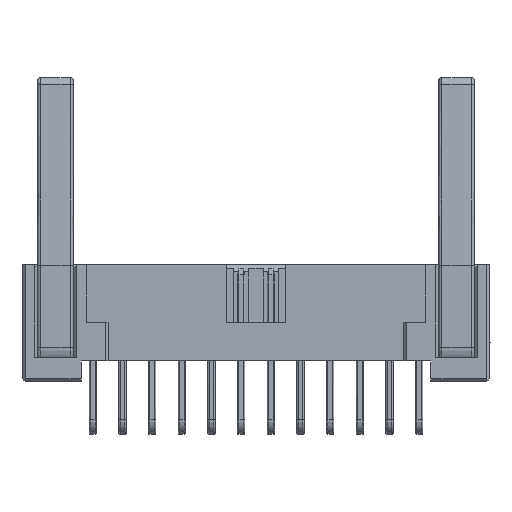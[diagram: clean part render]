
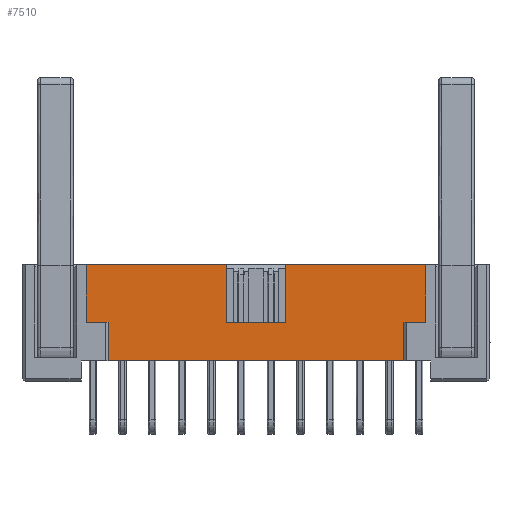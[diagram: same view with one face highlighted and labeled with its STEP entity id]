
A CAD part, front view. The second image highlights one B-rep face of the part: STEP entity #7510.
In plain terms, the highlighted planar face has unit normal (0, -1, 0).
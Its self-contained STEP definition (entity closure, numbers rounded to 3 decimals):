
#3723=CARTESIAN_POINT('',(-2.,-3.,4.));
#3724=VERTEX_POINT('',#3723);
#3733=CARTESIAN_POINT('',(2.,-3.,4.));
#3734=VERTEX_POINT('',#3733);
#3735=CARTESIAN_POINT('',(2.,-3.,4.));
#3736=DIRECTION('',(-1.,0.,0.));
#3737=VECTOR('',#3736,4.);
#3738=LINE('',#3735,#3737);
#3739=EDGE_CURVE('',#3734,#3724,#3738,.T.);
#7101=CARTESIAN_POINT('',(-11.45,-3.,7.9));
#7102=VERTEX_POINT('',#7101);
#7109=CARTESIAN_POINT('',(-2.,-3.,7.9));
#7110=VERTEX_POINT('',#7109);
#7111=CARTESIAN_POINT('',(-11.45,-3.,7.9));
#7112=DIRECTION('',(1.,0.,0.));
#7113=VECTOR('',#7112,9.45);
#7114=LINE('',#7111,#7113);
#7115=EDGE_CURVE('',#7102,#7110,#7114,.T.);
#7387=CARTESIAN_POINT('',(-2.,-3.,7.9));
#7388=DIRECTION('',(0.,0.,-1.));
#7389=VECTOR('',#7388,3.9);
#7390=LINE('',#7387,#7389);
#7391=EDGE_CURVE('',#7110,#3724,#7390,.T.);
#7430=CARTESIAN_POINT('',(2.15,-3.,5.95));
#7431=DIRECTION('',(1.,0.,0.));
#7432=DIRECTION('',(0.,-1.,0.));
#7433=AXIS2_PLACEMENT_3D('',#7430,#7432,#7431);
#7434=PLANE('',#7433);
#7435=CARTESIAN_POINT('',(-9.95,-3.,1.4));
#7436=VERTEX_POINT('',#7435);
#7437=CARTESIAN_POINT('',(-9.95,-3.,4.));
#7438=VERTEX_POINT('',#7437);
#7439=CARTESIAN_POINT('',(-9.95,-3.,1.4));
#7440=DIRECTION('',(0.,0.,1.));
#7441=VECTOR('',#7440,2.6);
#7442=LINE('',#7439,#7441);
#7443=EDGE_CURVE('',#7436,#7438,#7442,.T.);
#7444=ORIENTED_EDGE('',*,*,#7443,.F.);
#7445=CARTESIAN_POINT('',(9.95,-3.,1.4));
#7446=VERTEX_POINT('',#7445);
#7447=CARTESIAN_POINT('',(9.95,-3.,1.4));
#7448=DIRECTION('',(-1.,0.,0.));
#7449=VECTOR('',#7448,19.9);
#7450=LINE('',#7447,#7449);
#7451=EDGE_CURVE('',#7446,#7436,#7450,.T.);
#7452=ORIENTED_EDGE('',*,*,#7451,.F.);
#7453=CARTESIAN_POINT('',(9.95,-3.,4.));
#7454=VERTEX_POINT('',#7453);
#7455=CARTESIAN_POINT('',(9.95,-3.,1.4));
#7456=DIRECTION('',(0.,0.,1.));
#7457=VECTOR('',#7456,2.6);
#7458=LINE('',#7455,#7457);
#7459=EDGE_CURVE('',#7446,#7454,#7458,.T.);
#7460=ORIENTED_EDGE('',*,*,#7459,.T.);
#7461=CARTESIAN_POINT('',(11.45,-3.,4.));
#7462=VERTEX_POINT('',#7461);
#7463=CARTESIAN_POINT('',(9.95,-3.,4.));
#7464=DIRECTION('',(1.,0.,0.));
#7465=VECTOR('',#7464,1.5);
#7466=LINE('',#7463,#7465);
#7467=EDGE_CURVE('',#7454,#7462,#7466,.T.);
#7468=ORIENTED_EDGE('',*,*,#7467,.T.);
#7469=CARTESIAN_POINT('',(11.45,-3.,7.9));
#7470=VERTEX_POINT('',#7469);
#7471=CARTESIAN_POINT('',(11.45,-3.,4.));
#7472=DIRECTION('',(0.,0.,1.));
#7473=VECTOR('',#7472,3.9);
#7474=LINE('',#7471,#7473);
#7475=EDGE_CURVE('',#7462,#7470,#7474,.T.);
#7476=ORIENTED_EDGE('',*,*,#7475,.T.);
#7477=CARTESIAN_POINT('',(2.,-3.,7.9));
#7478=VERTEX_POINT('',#7477);
#7479=CARTESIAN_POINT('',(11.45,-3.,7.9));
#7480=DIRECTION('',(-1.,0.,0.));
#7481=VECTOR('',#7480,9.45);
#7482=LINE('',#7479,#7481);
#7483=EDGE_CURVE('',#7470,#7478,#7482,.T.);
#7484=ORIENTED_EDGE('',*,*,#7483,.T.);
#7485=CARTESIAN_POINT('',(2.,-3.,4.));
#7486=DIRECTION('',(0.,0.,1.));
#7487=VECTOR('',#7486,3.9);
#7488=LINE('',#7485,#7487);
#7489=EDGE_CURVE('',#3734,#7478,#7488,.T.);
#7490=ORIENTED_EDGE('',*,*,#7489,.F.);
#7491=ORIENTED_EDGE('',*,*,#3739,.T.);
#7492=ORIENTED_EDGE('',*,*,#7391,.F.);
#7493=ORIENTED_EDGE('',*,*,#7115,.F.);
#7494=CARTESIAN_POINT('',(-11.45,-3.,4.));
#7495=VERTEX_POINT('',#7494);
#7496=CARTESIAN_POINT('',(-11.45,-3.,4.));
#7497=DIRECTION('',(0.,0.,1.));
#7498=VECTOR('',#7497,3.9);
#7499=LINE('',#7496,#7498);
#7500=EDGE_CURVE('',#7495,#7102,#7499,.T.);
#7501=ORIENTED_EDGE('',*,*,#7500,.F.);
#7502=CARTESIAN_POINT('',(-9.95,-3.,4.));
#7503=DIRECTION('',(-1.,0.,0.));
#7504=VECTOR('',#7503,1.5);
#7505=LINE('',#7502,#7504);
#7506=EDGE_CURVE('',#7438,#7495,#7505,.T.);
#7507=ORIENTED_EDGE('',*,*,#7506,.F.);
#7508=EDGE_LOOP('',(#7444,#7452,#7460,#7468,#7476,#7484,#7490,#7491,#7492,#7493,#7501,#7507));
#7509=FACE_OUTER_BOUND('',#7508,.T.);
#7510=ADVANCED_FACE('',(#7509),#7434,.T.);
